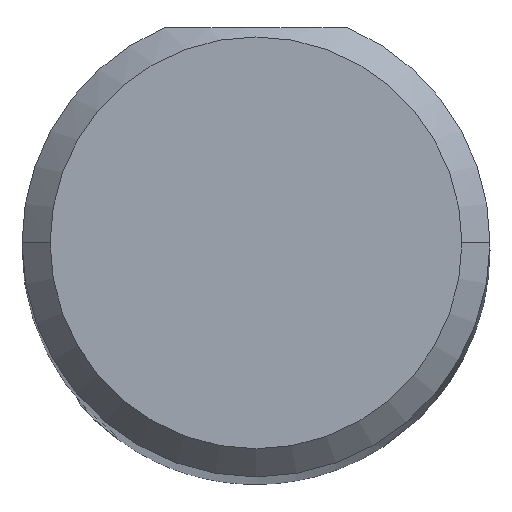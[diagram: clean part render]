
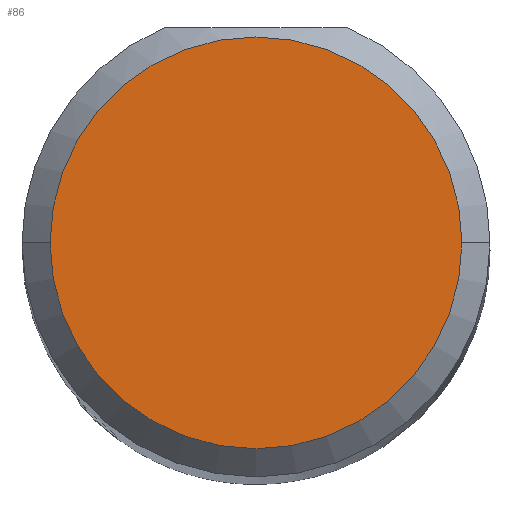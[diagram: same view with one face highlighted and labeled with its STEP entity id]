
A CAD part, top view. The second image highlights one B-rep face of the part: STEP entity #86.
In plain terms, the highlighted planar face has unit normal (0, 0, 1).
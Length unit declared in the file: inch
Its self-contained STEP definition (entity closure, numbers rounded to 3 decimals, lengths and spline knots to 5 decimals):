
#34 = EDGE_LOOP ( 'NONE', ( #663, #377 ) ) ;
#36 = DIRECTION ( 'NONE',  ( 1., 0., 0. ) ) ;
#86 = ADVANCED_FACE ( 'NONE', ( #659 ), #740, .T. ) ;
#106 = CIRCLE ( 'NONE', #506, 0.11 ) ;
#152 = CARTESIAN_POINT ( 'NONE',  ( -0.11, 0., 2.5 ) ) ;
#210 = AXIS2_PLACEMENT_3D ( 'NONE', #331, #272, #212 ) ;
#212 = DIRECTION ( 'NONE',  ( 1., 0., 0. ) ) ;
#214 = CARTESIAN_POINT ( 'NONE',  ( 0.11, 0., 2.5 ) ) ;
#219 = EDGE_CURVE ( 'NONE', #743, #221, #801, .T. ) ;
#221 = VERTEX_POINT ( 'NONE', #152 ) ;
#272 = DIRECTION ( 'NONE',  ( 0., 0., 1. ) ) ;
#331 = CARTESIAN_POINT ( 'NONE',  ( 0., 0., 2.5 ) ) ;
#377 = ORIENTED_EDGE ( 'NONE', *, *, #219, .T. ) ;
#408 = DIRECTION ( 'NONE',  ( 0., 0., 1. ) ) ;
#471 = DIRECTION ( 'NONE',  ( 0., 0., 1. ) ) ;
#506 = AXIS2_PLACEMENT_3D ( 'NONE', #682, #408, #524 ) ;
#524 = DIRECTION ( 'NONE',  ( 1., 0., 0. ) ) ;
#602 = CARTESIAN_POINT ( 'NONE',  ( 0., 0., 2.5 ) ) ;
#645 = AXIS2_PLACEMENT_3D ( 'NONE', #602, #471, #36 ) ;
#659 = FACE_OUTER_BOUND ( 'NONE', #34, .T. ) ;
#663 = ORIENTED_EDGE ( 'NONE', *, *, #805, .T. ) ;
#682 = CARTESIAN_POINT ( 'NONE',  ( 0., 0., 2.5 ) ) ;
#740 = PLANE ( 'NONE',  #645 ) ;
#743 = VERTEX_POINT ( 'NONE', #214 ) ;
#801 = CIRCLE ( 'NONE', #210, 0.11 ) ;
#805 = EDGE_CURVE ( 'NONE', #221, #743, #106, .T. ) ;
